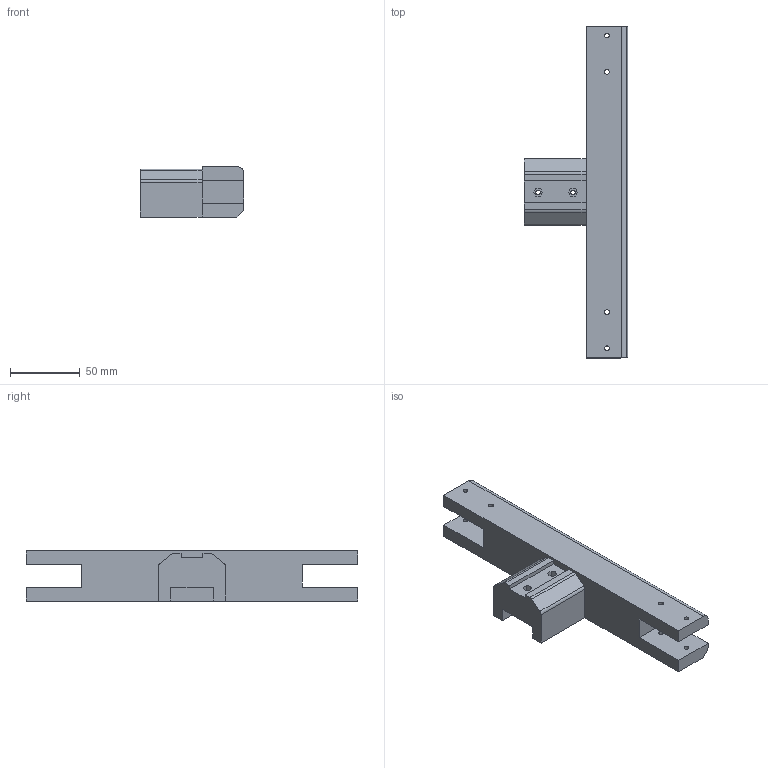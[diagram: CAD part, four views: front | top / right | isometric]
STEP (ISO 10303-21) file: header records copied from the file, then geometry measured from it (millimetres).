
FILE_DESCRIPTION(('FreeCAD Model'),'2;1');
FILE_NAME('Open CASCADE Shape Model','2026-01-12T16:45:30',(''),(''), 'Open CASCADE STEP processor 7.8','FreeCAD','Unknown');
FILE_SCHEMA(('AUTOMOTIVE_DESIGN { 1 0 10303 214 1 1 1 1 }'));
Length unit declared in the file: millimetre
Products named in the file (1): Bottom_front_connector
Bounding box: 74.45 x 238.12 x 36.03 mm (x, y, z)
Volume: 267155.8 mm3; surface area: 43940.6 mm2
Topology: 1 solids, 1 shells, 89 faces, 252 edges, 171 vertices
Faces by surface type: plane 72, cylinder 17
Full cylindrical faces by diameter (mm): 3.261 x1, 3.289 x2, 3.295 x2, 3.316 x1, 3.404 x2, 3.406 x2
Entity records: 2931 total; most frequent: CARTESIAN_POINT 523, ORIENTED_EDGE 504, DIRECTION 463, EDGE_CURVE 252, LINE 201, VECTOR 201, VERTEX_POINT 171, AXIS2_PLACEMENT_3D 131
